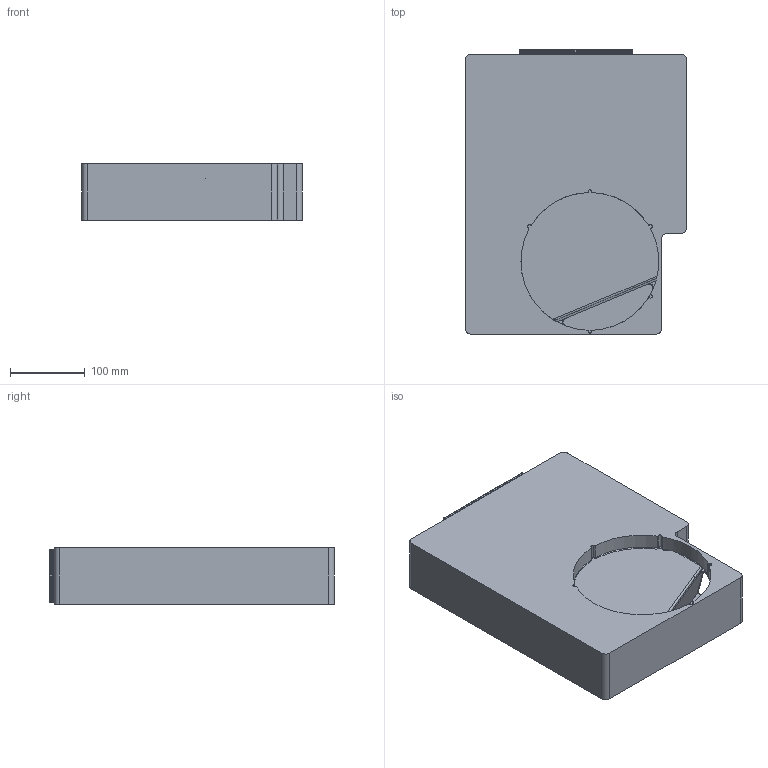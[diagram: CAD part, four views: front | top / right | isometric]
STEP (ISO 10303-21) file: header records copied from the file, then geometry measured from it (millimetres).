
FILE_DESCRIPTION (( 'STEP AP214' ), '1' );
FILE_NAME ('揣襄.STEP', '2023-07-06T13:53:12', ( '' ), ( '' ), 'SwSTEP 2.0', 'SolidWorks 2023', '' );
FILE_SCHEMA (( 'AUTOMOTIVE_DESIGN' ));
Length unit declared in the file: millimetre
Products named in the file (1): 储粮
Bounding box: 295.88 x 381 x 75 mm (x, y, z)
Volume: 759708.6 mm3; surface area: 631340.8 mm2
Topology: 1 solids, 3 shells, 298 faces, 721 edges, 432 vertices
Faces by surface type: bspline 157, plane 83, cylinder 55, cone 3
Entity records: 23293 total; most frequent: CARTESIAN_POINT 17705, ORIENTED_EDGE 1442, EDGE_CURVE 721, DIRECTION 634, B_SPLINE_CURVE_WITH_KNOTS 458, VERTEX_POINT 432, EDGE_LOOP 305, ADVANCED_FACE 298
